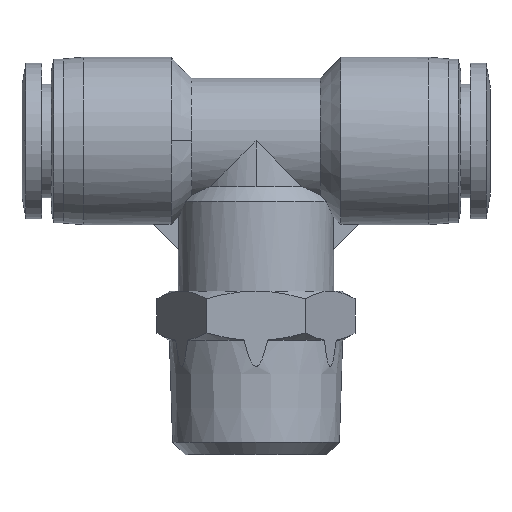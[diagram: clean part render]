
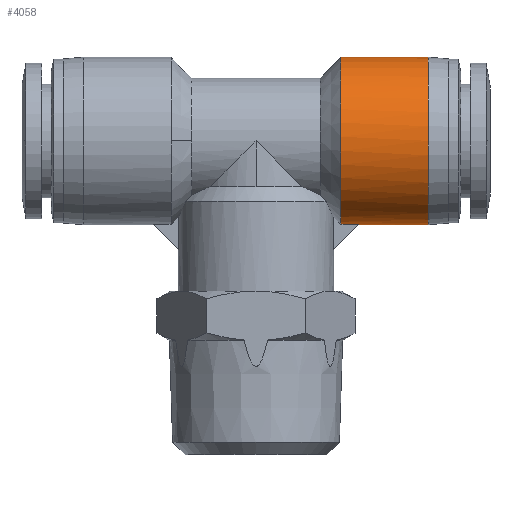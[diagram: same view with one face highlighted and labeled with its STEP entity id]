
A CAD part, top view. The second image highlights one B-rep face of the part: STEP entity #4058.
In plain terms, the highlighted cylindrical face has radius 10.25 mm (diameter 20.5 mm), a partial arc.
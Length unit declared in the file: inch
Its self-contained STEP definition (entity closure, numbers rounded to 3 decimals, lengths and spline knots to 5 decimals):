
#71 = AXIS2_PLACEMENT_3D ( 'NONE', #1386, #4445, #3670 ) ;
#223 = CARTESIAN_POINT ( 'NONE',  ( 0.83071, 0.72441, 0. ) ) ;
#226 = VERTEX_POINT ( 'NONE', #1877 ) ;
#232 = VERTEX_POINT ( 'NONE', #3219 ) ;
#282 = EDGE_CURVE ( 'NONE', #1237, #1251, #2499, .T. ) ;
#284 = CYLINDRICAL_SURFACE ( 'NONE', #71, 0.40354 ) ;
#581 = CARTESIAN_POINT ( 'NONE',  ( 0.40945, 0.32279, 0.03937 ) ) ;
#596 = CARTESIAN_POINT ( 'NONE',  ( 0.40945, 0.72441, 0. ) ) ;
#608 = DIRECTION ( 'NONE',  ( 0., 1., 0. ) ) ;
#629 = CARTESIAN_POINT ( 'NONE',  ( 0.62008, 0.32087, 0. ) ) ;
#775 = VECTOR ( 'NONE', #4048, 39.37008 ) ;
#895 = EDGE_CURVE ( 'NONE', #1592, #232, #4018, .T. ) ;
#977 = DIRECTION ( 'NONE',  ( 0., 1., 0. ) ) ;
#1117 = DIRECTION ( 'NONE',  ( -1., 0., 0. ) ) ;
#1237 = VERTEX_POINT ( 'NONE', #2836 ) ;
#1241 = VERTEX_POINT ( 'NONE', #581 ) ;
#1242 = AXIS2_PLACEMENT_3D ( 'NONE', #223, #2850, #608 ) ;
#1251 = VERTEX_POINT ( 'NONE', #1324 ) ;
#1324 = CARTESIAN_POINT ( 'NONE',  ( 0.49405, 0.32279, 0.03937 ) ) ;
#1386 = CARTESIAN_POINT ( 'NONE',  ( 0.62008, 0.72441, 0. ) ) ;
#1481 = EDGE_CURVE ( 'NONE', #1251, #1241, #2441, .T. ) ;
#1592 = VERTEX_POINT ( 'NONE', #4425 ) ;
#1726 = AXIS2_PLACEMENT_3D ( 'NONE', #596, #3235, #977 ) ;
#1776 = LINE ( 'NONE', #629, #775 ) ;
#1874 = CARTESIAN_POINT ( 'NONE',  ( 0.40988, 0.32279, 0.03937 ) ) ;
#1877 = CARTESIAN_POINT ( 'NONE',  ( 0.83071, 0.32087, 0. ) ) ;
#2014 = CIRCLE ( 'NONE', #1726, 0.40354 ) ;
#2379 = CARTESIAN_POINT ( 'NONE',  ( 0.49277, 0.32151, 0.02628 ) ) ;
#2433 = CARTESIAN_POINT ( 'NONE',  ( 0.49405, 0.32279, 0.03937 ) ) ;
#2441 = LINE ( 'NONE', #1874, #2449 ) ;
#2449 = VECTOR ( 'NONE', #1117, 39.37008 ) ;
#2499 =( BOUNDED_CURVE ( )  B_SPLINE_CURVE ( 3, ( #2525, #3400, #2379, #2433 ),
 .UNSPECIFIED., .F., .F. ) 
 B_SPLINE_CURVE_WITH_KNOTS ( ( 4, 4 ),
 ( 3.14159, 3.23931 ),
 .UNSPECIFIED. ) 
 CURVE ( )  GEOMETRIC_REPRESENTATION_ITEM ( )  RATIONAL_B_SPLINE_CURVE ( ( 1., 0.999, 0.999, 1. ) ) 
 REPRESENTATION_ITEM ( '' )  );
#2525 = CARTESIAN_POINT ( 'NONE',  ( 0.49213, 0.32087, 0. ) ) ;
#2756 = FACE_OUTER_BOUND ( 'NONE', #4578, .T. ) ;
#2765 = ORIENTED_EDGE ( 'NONE', *, *, #1481, .F. ) ;
#2770 = ORIENTED_EDGE ( 'NONE', *, *, #4052, .T. ) ;
#2836 = CARTESIAN_POINT ( 'NONE',  ( 0.49213, 0.32087, 0. ) ) ;
#2850 = DIRECTION ( 'NONE',  ( -1., 0., 0. ) ) ;
#3110 = ORIENTED_EDGE ( 'NONE', *, *, #3451, .T. ) ;
#3118 = DIRECTION ( 'NONE',  ( 1., 0., 0. ) ) ;
#3124 = ORIENTED_EDGE ( 'NONE', *, *, #895, .F. ) ;
#3219 = CARTESIAN_POINT ( 'NONE',  ( 0.83071, 1.12795, 0. ) ) ;
#3235 = DIRECTION ( 'NONE',  ( -1., 0., 0. ) ) ;
#3276 = CARTESIAN_POINT ( 'NONE',  ( 0.62008, 1.12795, 0. ) ) ;
#3400 = CARTESIAN_POINT ( 'NONE',  ( 0.49213, 0.32087, 0.01315 ) ) ;
#3417 = ORIENTED_EDGE ( 'NONE', *, *, #3936, .F. ) ;
#3451 = EDGE_CURVE ( 'NONE', #226, #232, #4065, .T. ) ;
#3670 = DIRECTION ( 'NONE',  ( 0., 1., 0. ) ) ;
#3936 = EDGE_CURVE ( 'NONE', #1241, #1592, #2014, .T. ) ;
#4018 = LINE ( 'NONE', #3276, #4939 ) ;
#4036 = ORIENTED_EDGE ( 'NONE', *, *, #282, .F. ) ;
#4048 = DIRECTION ( 'NONE',  ( 1., 0., 0. ) ) ;
#4052 = EDGE_CURVE ( 'NONE', #1237, #226, #1776, .T. ) ;
#4058 = ADVANCED_FACE ( 'NONE', ( #2756 ), #284, .T. ) ;
#4065 = CIRCLE ( 'NONE', #1242, 0.40354 ) ;
#4425 = CARTESIAN_POINT ( 'NONE',  ( 0.40945, 1.12795, 0. ) ) ;
#4445 = DIRECTION ( 'NONE',  ( 1., 0., 0. ) ) ;
#4578 = EDGE_LOOP ( 'NONE', ( #4036, #2770, #3110, #3124, #3417, #2765 ) ) ;
#4939 = VECTOR ( 'NONE', #3118, 39.37008 ) ;
